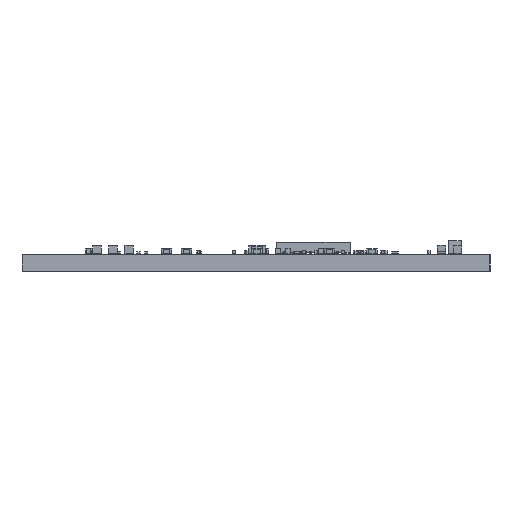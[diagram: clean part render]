
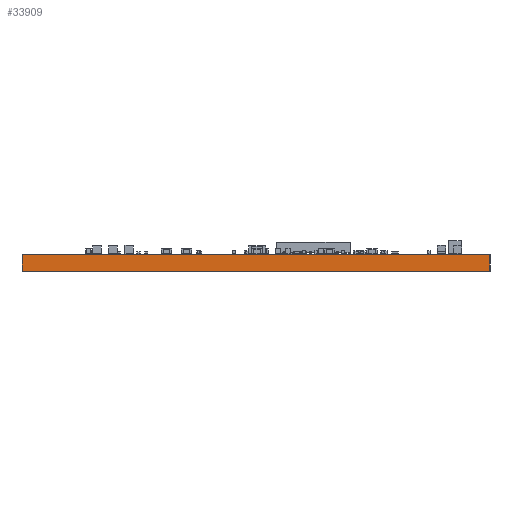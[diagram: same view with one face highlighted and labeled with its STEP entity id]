
A CAD part, left-side view. The second image highlights one B-rep face of the part: STEP entity #33909.
In plain terms, the highlighted planar face has unit normal (-1, 0, 0).
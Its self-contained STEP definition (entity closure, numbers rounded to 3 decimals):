
#33728 = PLANE('',#33729);
#33729 = AXIS2_PLACEMENT_3D('',#33730,#33731,#33732);
#33730 = CARTESIAN_POINT('',(166.8,-104.,0.));
#33731 = DIRECTION('',(0.,-1.,0.));
#33732 = DIRECTION('',(-1.,0.,0.));
#33753 = VERTEX_POINT('',#33754);
#33754 = CARTESIAN_POINT('',(100.,-104.,1.58));
#33768 = PLANE('',#33769);
#33769 = AXIS2_PLACEMENT_3D('',#33770,#33771,#33772);
#33770 = CARTESIAN_POINT('',(133.4,-82.,1.58));
#33771 = DIRECTION('',(-0.,-0.,-1.));
#33772 = DIRECTION('',(-1.,0.,0.));
#33780 = EDGE_CURVE('',#33781,#33753,#33783,.T.);
#33781 = VERTEX_POINT('',#33782);
#33782 = CARTESIAN_POINT('',(100.,-104.,0.));
#33783 = SURFACE_CURVE('',#33784,(#33788,#33795),.PCURVE_S1.);
#33784 = LINE('',#33785,#33786);
#33785 = CARTESIAN_POINT('',(100.,-104.,0.));
#33786 = VECTOR('',#33787,1.);
#33787 = DIRECTION('',(0.,0.,1.));
#33788 = PCURVE('',#33728,#33789);
#33789 = DEFINITIONAL_REPRESENTATION('',(#33790),#33794);
#33790 = LINE('',#33791,#33792);
#33791 = CARTESIAN_POINT('',(66.8,0.));
#33792 = VECTOR('',#33793,1.);
#33793 = DIRECTION('',(0.,-1.));
#33794 = ( GEOMETRIC_REPRESENTATION_CONTEXT(2) 
PARAMETRIC_REPRESENTATION_CONTEXT() REPRESENTATION_CONTEXT('2D SPACE',''
  ) );
#33795 = PCURVE('',#33796,#33801);
#33796 = PLANE('',#33797);
#33797 = AXIS2_PLACEMENT_3D('',#33798,#33799,#33800);
#33798 = CARTESIAN_POINT('',(100.,-104.,0.));
#33799 = DIRECTION('',(-1.,0.,0.));
#33800 = DIRECTION('',(0.,1.,0.));
#33801 = DEFINITIONAL_REPRESENTATION('',(#33802),#33806);
#33802 = LINE('',#33803,#33804);
#33803 = CARTESIAN_POINT('',(0.,0.));
#33804 = VECTOR('',#33805,1.);
#33805 = DIRECTION('',(0.,-1.));
#33806 = ( GEOMETRIC_REPRESENTATION_CONTEXT(2) 
PARAMETRIC_REPRESENTATION_CONTEXT() REPRESENTATION_CONTEXT('2D SPACE',''
  ) );
#33822 = PLANE('',#33823);
#33823 = AXIS2_PLACEMENT_3D('',#33824,#33825,#33826);
#33824 = CARTESIAN_POINT('',(133.4,-82.,0.));
#33825 = DIRECTION('',(-0.,-0.,-1.));
#33826 = DIRECTION('',(-1.,0.,0.));
#33855 = PLANE('',#33856);
#33856 = AXIS2_PLACEMENT_3D('',#33857,#33858,#33859);
#33857 = CARTESIAN_POINT('',(100.,-60.,0.));
#33858 = DIRECTION('',(0.,1.,0.));
#33859 = DIRECTION('',(1.,0.,0.));
#33909 = ADVANCED_FACE('',(#33910),#33796,.T.);
#33910 = FACE_BOUND('',#33911,.T.);
#33911 = EDGE_LOOP('',(#33912,#33913,#33936,#33959));
#33912 = ORIENTED_EDGE('',*,*,#33780,.T.);
#33913 = ORIENTED_EDGE('',*,*,#33914,.T.);
#33914 = EDGE_CURVE('',#33753,#33915,#33917,.T.);
#33915 = VERTEX_POINT('',#33916);
#33916 = CARTESIAN_POINT('',(100.,-60.,1.58));
#33917 = SURFACE_CURVE('',#33918,(#33922,#33929),.PCURVE_S1.);
#33918 = LINE('',#33919,#33920);
#33919 = CARTESIAN_POINT('',(100.,-104.,1.58));
#33920 = VECTOR('',#33921,1.);
#33921 = DIRECTION('',(0.,1.,0.));
#33922 = PCURVE('',#33796,#33923);
#33923 = DEFINITIONAL_REPRESENTATION('',(#33924),#33928);
#33924 = LINE('',#33925,#33926);
#33925 = CARTESIAN_POINT('',(0.,-1.58));
#33926 = VECTOR('',#33927,1.);
#33927 = DIRECTION('',(1.,0.));
#33928 = ( GEOMETRIC_REPRESENTATION_CONTEXT(2) 
PARAMETRIC_REPRESENTATION_CONTEXT() REPRESENTATION_CONTEXT('2D SPACE',''
  ) );
#33929 = PCURVE('',#33768,#33930);
#33930 = DEFINITIONAL_REPRESENTATION('',(#33931),#33935);
#33931 = LINE('',#33932,#33933);
#33932 = CARTESIAN_POINT('',(33.4,-22.));
#33933 = VECTOR('',#33934,1.);
#33934 = DIRECTION('',(0.,1.));
#33935 = ( GEOMETRIC_REPRESENTATION_CONTEXT(2) 
PARAMETRIC_REPRESENTATION_CONTEXT() REPRESENTATION_CONTEXT('2D SPACE',''
  ) );
#33936 = ORIENTED_EDGE('',*,*,#33937,.F.);
#33937 = EDGE_CURVE('',#33938,#33915,#33940,.T.);
#33938 = VERTEX_POINT('',#33939);
#33939 = CARTESIAN_POINT('',(100.,-60.,0.));
#33940 = SURFACE_CURVE('',#33941,(#33945,#33952),.PCURVE_S1.);
#33941 = LINE('',#33942,#33943);
#33942 = CARTESIAN_POINT('',(100.,-60.,0.));
#33943 = VECTOR('',#33944,1.);
#33944 = DIRECTION('',(0.,0.,1.));
#33945 = PCURVE('',#33796,#33946);
#33946 = DEFINITIONAL_REPRESENTATION('',(#33947),#33951);
#33947 = LINE('',#33948,#33949);
#33948 = CARTESIAN_POINT('',(44.,0.));
#33949 = VECTOR('',#33950,1.);
#33950 = DIRECTION('',(0.,-1.));
#33951 = ( GEOMETRIC_REPRESENTATION_CONTEXT(2) 
PARAMETRIC_REPRESENTATION_CONTEXT() REPRESENTATION_CONTEXT('2D SPACE',''
  ) );
#33952 = PCURVE('',#33855,#33953);
#33953 = DEFINITIONAL_REPRESENTATION('',(#33954),#33958);
#33954 = LINE('',#33955,#33956);
#33955 = CARTESIAN_POINT('',(0.,0.));
#33956 = VECTOR('',#33957,1.);
#33957 = DIRECTION('',(0.,-1.));
#33958 = ( GEOMETRIC_REPRESENTATION_CONTEXT(2) 
PARAMETRIC_REPRESENTATION_CONTEXT() REPRESENTATION_CONTEXT('2D SPACE',''
  ) );
#33959 = ORIENTED_EDGE('',*,*,#33960,.F.);
#33960 = EDGE_CURVE('',#33781,#33938,#33961,.T.);
#33961 = SURFACE_CURVE('',#33962,(#33966,#33973),.PCURVE_S1.);
#33962 = LINE('',#33963,#33964);
#33963 = CARTESIAN_POINT('',(100.,-104.,0.));
#33964 = VECTOR('',#33965,1.);
#33965 = DIRECTION('',(0.,1.,0.));
#33966 = PCURVE('',#33796,#33967);
#33967 = DEFINITIONAL_REPRESENTATION('',(#33968),#33972);
#33968 = LINE('',#33969,#33970);
#33969 = CARTESIAN_POINT('',(0.,0.));
#33970 = VECTOR('',#33971,1.);
#33971 = DIRECTION('',(1.,0.));
#33972 = ( GEOMETRIC_REPRESENTATION_CONTEXT(2) 
PARAMETRIC_REPRESENTATION_CONTEXT() REPRESENTATION_CONTEXT('2D SPACE',''
  ) );
#33973 = PCURVE('',#33822,#33974);
#33974 = DEFINITIONAL_REPRESENTATION('',(#33975),#33979);
#33975 = LINE('',#33976,#33977);
#33976 = CARTESIAN_POINT('',(33.4,-22.));
#33977 = VECTOR('',#33978,1.);
#33978 = DIRECTION('',(0.,1.));
#33979 = ( GEOMETRIC_REPRESENTATION_CONTEXT(2) 
PARAMETRIC_REPRESENTATION_CONTEXT() REPRESENTATION_CONTEXT('2D SPACE',''
  ) );
